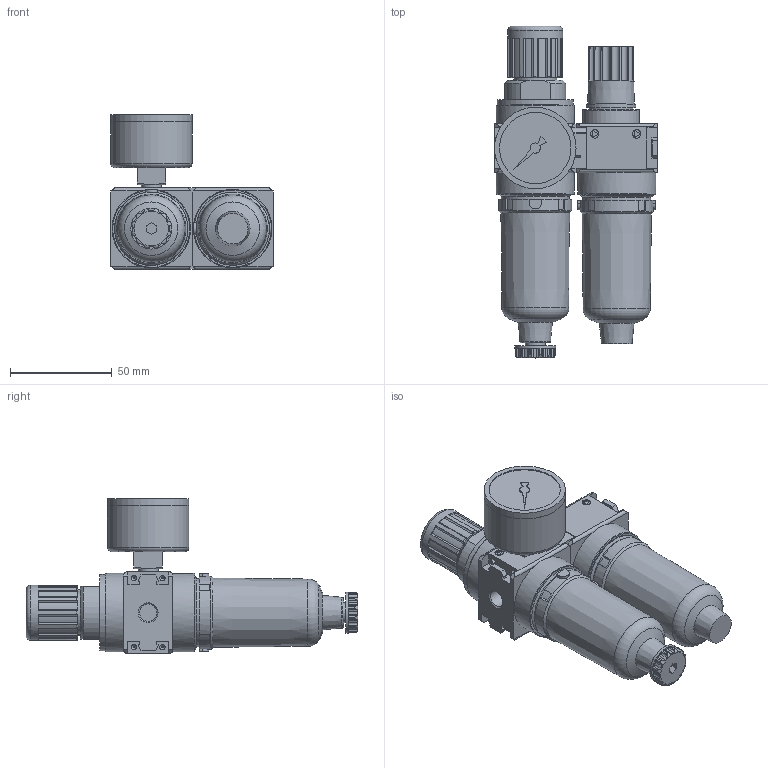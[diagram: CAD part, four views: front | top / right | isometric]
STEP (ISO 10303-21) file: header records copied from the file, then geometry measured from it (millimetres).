
FILE_DESCRIPTION( ( 'STEP AP203' ), '1' );
FILE_NAME( '9.2800.00.014.stp', '2018-12-11T15:37:38', ( '' ), ( '' ), ' ', 'PARTsolutions', ' ' );
FILE_SCHEMA( ( 'CONFIG_CONTROL_DESIGN' ) );
Length unit declared in the file: millimetre
Products named in the file (9): 9.2800.00.014; _C 05-K 3-HA(00)-1; _C 05-K 3-HA-2; _C 05-K 3-HA-3; _L 05 K(00)-1; _L 05 K-3; _KP 05-2; _KP 05-1_1; _KP 05-1
Assembly tree (8 placements, depth 2):
  9.2800.00.014
    _C 05-K 3-HA(00)-1
    _C 05-K 3-HA-2
    _C 05-K 3-HA-3
    _L 05 K(00)-1
    _L 05 K-3
    _KP 05-2
    _KP 05-1_1
    _KP 05-1
Bounding box: 80 x 163 x 76 mm (x, y, z)
Volume: 295563 mm3; surface area: 55351.9 mm2
Topology: 8 solids, 8 shells, 629 faces, 1609 edges, 1063 vertices
Faces by surface type: plane 376, cylinder 205, cone 32, torus 14, sphere 2
Full cylindrical faces by diameter (mm): 2.6 x10, 3 x10, 4.1 x8, 6.3 x1, 8.566 x5, 9.728 x2, 16 x2, 20 x1, 20.3 x2, 21 x1, 22 x1, 24.5 x1, 27 x1, 28 x1, 33.3 x2, 35 x1, 36 x3, 37.5 x1, 38.5 x3, 39.96 x1, 40 x2
Entity records: 19379 total; most frequent: CARTESIAN_POINT 4160, DIRECTION 3108, ORIENTED_EDGE 2964, EDGE_CURVE 1482, AXIS2_PLACEMENT_3D 1113, VERTEX_POINT 1040, LINE 882, VECTOR 882
